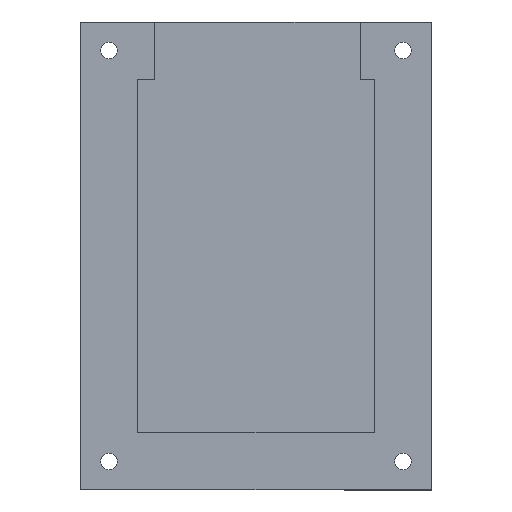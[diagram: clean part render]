
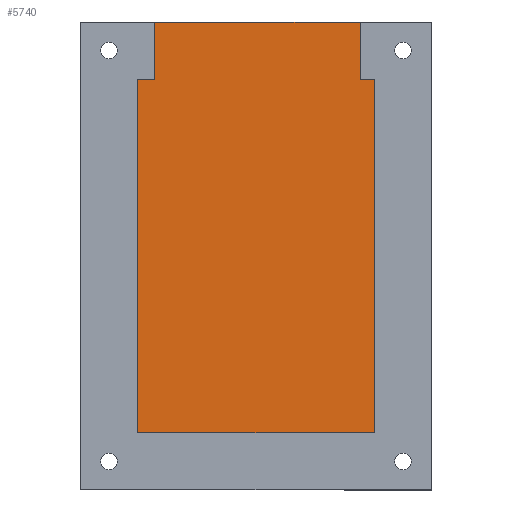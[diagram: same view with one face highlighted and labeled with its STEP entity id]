
A CAD part, top view. The second image highlights one B-rep face of the part: STEP entity #5740.
In plain terms, the highlighted planar face has unit normal (0, 0, 1).
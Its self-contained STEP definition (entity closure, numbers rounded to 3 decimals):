
#962=FACE_OUTER_BOUND('',#1299,.T.);
#1299=EDGE_LOOP('',(#5314,#5315,#5316,#5317,#5318,#5319,#5320,#5321));
#1301=LINE('',#6557,#1748);
#1305=LINE('',#6566,#1752);
#1382=LINE('',#7626,#1829);
#1383=LINE('',#7629,#1830);
#1728=LINE('',#11640,#2175);
#1732=LINE('',#11648,#2179);
#1736=LINE('',#11657,#2183);
#1739=LINE('',#11661,#2186);
#1748=VECTOR('',#5876,10.);
#1752=VECTOR('',#5882,10.);
#1829=VECTOR('',#5971,10.);
#1830=VECTOR('',#5974,10.);
#2175=VECTOR('',#6499,10.);
#2179=VECTOR('',#6505,10.);
#2183=VECTOR('',#6515,10.);
#2186=VECTOR('',#6520,10.);
#2195=VERTEX_POINT('',#6555);
#2196=VERTEX_POINT('',#6556);
#2199=VERTEX_POINT('',#6564);
#2200=VERTEX_POINT('',#6565);
#2428=VERTEX_POINT('',#7628);
#2753=VERTEX_POINT('',#11638);
#2754=VERTEX_POINT('',#11639);
#2757=VERTEX_POINT('',#11647);
#2765=EDGE_CURVE('',#2195,#2196,#1301,.T.);
#2769=EDGE_CURVE('',#2199,#2200,#1305,.T.);
#3000=EDGE_CURVE('',#2195,#2200,#1382,.T.);
#3001=EDGE_CURVE('',#2428,#2196,#1383,.T.);
#3596=EDGE_CURVE('',#2753,#2754,#1728,.T.);
#3600=EDGE_CURVE('',#2757,#2753,#1732,.T.);
#3605=EDGE_CURVE('',#2754,#2428,#1736,.T.);
#3608=EDGE_CURVE('',#2199,#2757,#1739,.T.);
#5314=ORIENTED_EDGE('',*,*,#3600,.T.);
#5315=ORIENTED_EDGE('',*,*,#3596,.T.);
#5316=ORIENTED_EDGE('',*,*,#3605,.T.);
#5317=ORIENTED_EDGE('',*,*,#3001,.T.);
#5318=ORIENTED_EDGE('',*,*,#2765,.F.);
#5319=ORIENTED_EDGE('',*,*,#3000,.T.);
#5320=ORIENTED_EDGE('',*,*,#2769,.F.);
#5321=ORIENTED_EDGE('',*,*,#3608,.T.);
#5432=PLANE('',#5870);
#5740=ADVANCED_FACE('',(#962),#5432,.T.);
#5870=AXIS2_PLACEMENT_3D('',#11685,#6549,#6550);
#5876=DIRECTION('',(0.,-1.,0.));
#5882=DIRECTION('',(0.,1.,0.));
#5971=DIRECTION('',(-1.,0.,0.));
#5974=DIRECTION('',(-1.,0.,0.));
#6499=DIRECTION('',(1.,0.,0.));
#6505=DIRECTION('',(0.,-1.,0.));
#6515=DIRECTION('',(0.,1.,0.));
#6520=DIRECTION('',(-1.,0.,0.));
#6549=DIRECTION('center_axis',(0.,0.,1.));
#6550=DIRECTION('ref_axis',(1.,0.,0.));
#6555=CARTESIAN_POINT('',(39.,72.,3.));
#6556=CARTESIAN_POINT('',(39.,62.,3.));
#6557=CARTESIAN_POINT('',(39.,64.5,3.));
#6564=CARTESIAN_POINT('',(3.,62.,3.));
#6565=CARTESIAN_POINT('',(3.,72.,3.));
#6566=CARTESIAN_POINT('',(3.,69.5,3.));
#7626=CARTESIAN_POINT('',(39.,72.,3.));
#7628=CARTESIAN_POINT('',(41.5,62.,3.));
#7629=CARTESIAN_POINT('',(41.5,62.,3.));
#11638=CARTESIAN_POINT('',(0.,0.,3.));
#11639=CARTESIAN_POINT('',(41.5,0.,3.));
#11640=CARTESIAN_POINT('',(0.,0.,3.));
#11647=CARTESIAN_POINT('',(0.,62.,3.));
#11648=CARTESIAN_POINT('',(0.,62.,3.));
#11657=CARTESIAN_POINT('',(41.5,0.,3.));
#11661=CARTESIAN_POINT('',(41.5,62.,3.));
#11685=CARTESIAN_POINT('Origin',(20.75,31.,3.));
